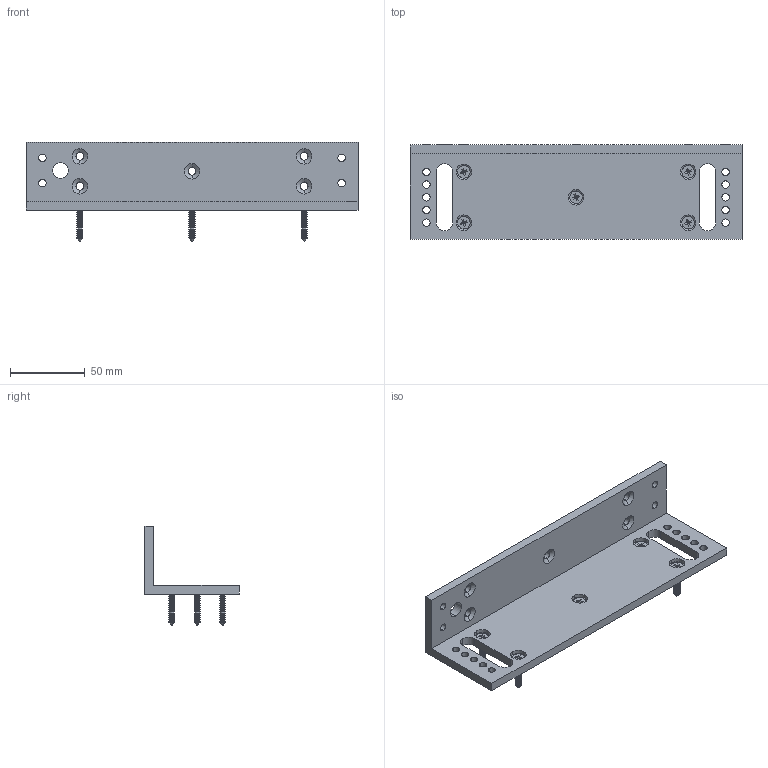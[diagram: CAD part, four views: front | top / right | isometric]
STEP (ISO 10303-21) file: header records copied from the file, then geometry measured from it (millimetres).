
FILE_DESCRIPTION (( 'STEP AP214' ), '1' );
FILE_NAME ('EXT750L.step', '2021-07-29T14:18:08', ( '' ), ( '' ), 'SwSTEP 2.0', 'SolidWorks 2020', '' );
FILE_SCHEMA (( 'AUTOMOTIVE_DESIGN' ));
Length unit declared in the file: millimetre
Products named in the file (7): Tapping screw DIN 7982-ST4.2x25-C-H-S-3; EXT750L; Tapping screw DIN 7982-ST4.2x25-C-H-S-2; MP0380-L BRACKET-1; Tapping screw DIN 7982-ST4.2x25-C-H-S-4; Tapping screw DIN 7982-ST4.2x25-C-H-S-1; Tapping screw DIN 7982-ST4.2x25-C-H-S-5
Assembly tree (6 placements, depth 2):
  EXT750L
    MP0380-L BRACKET-1
    Tapping screw DIN 7982-ST4.2x25-C-H-S-4
    Tapping screw DIN 7982-ST4.2x25-C-H-S-1
    Tapping screw DIN 7982-ST4.2x25-C-H-S-5
    Tapping screw DIN 7982-ST4.2x25-C-H-S-3
    Tapping screw DIN 7982-ST4.2x25-C-H-S-2
Bounding box: 222 x 63 x 66.72 mm (x, y, z)
Volume: 127508.4 mm3; surface area: 52547 mm2
Topology: 6 solids, 6 shells, 678 faces, 1488 edges, 817 vertices
Faces by surface type: cone 340, cylinder 236, plane 82, bspline 20
Entity records: 18748 total; most frequent: DIRECTION 3404, CARTESIAN_POINT 3402, ORIENTED_EDGE 2956, EDGE_CURVE 1478, AXIS2_PLACEMENT_3D 1299, VERTEX_POINT 817, LINE 806, VECTOR 806
